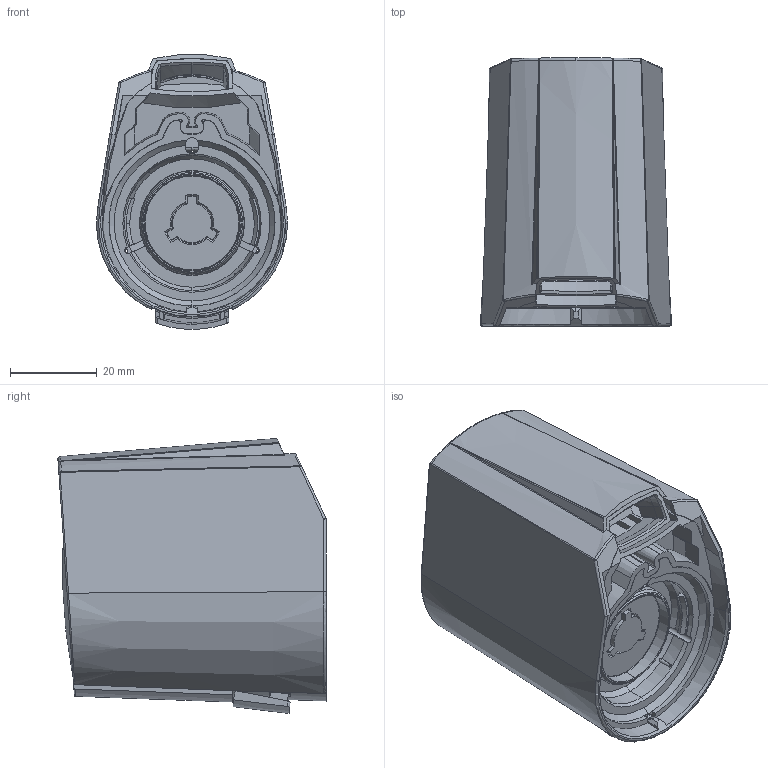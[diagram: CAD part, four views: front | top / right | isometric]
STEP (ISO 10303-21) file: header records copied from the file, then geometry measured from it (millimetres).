
FILE_DESCRIPTION((''),'2;1');
FILE_NAME('ABNM_A5_6_5MM_BAUGRUPPE_A5_6_5_','2015-05-18T',('u317927'),('Danfoss'),'PRO/ENGINEER BY PARAMETRIC TECHNOLOGY CORPORATION, 2014000','PRO/ENGINEER BY PARAMETRIC TECHNOLOGY CORPORATION, 2014000','');
FILE_SCHEMA(('CONFIG_CONTROL_DESIGN'));
Length unit declared in the file: millimetre
Products named in the file (1): ABNM_A5_6_5MM_BAUGRUPPE_A5_6_5_
Bounding box: 44.06 x 61.83 x 63.39 mm (x, y, z)
Surface area: 27690.3 mm2 (no closed solid volume)
Topology: 0 solids, 15 shells, 369 faces, 1455 edges, 1068 vertices
Faces by surface type: plane 134, cylinder 107, cone 74, bspline 33, torus 20, extrusion 1
Entity records: 18241 total; most frequent: CARTESIAN_POINT 6882, ORIENTED_EDGE 2285, DIRECTION 2131, EDGE_CURVE 1449, VERTEX_POINT 1068, AXIS2_PLACEMENT_3D 724, VECTOR 683, LINE 682
